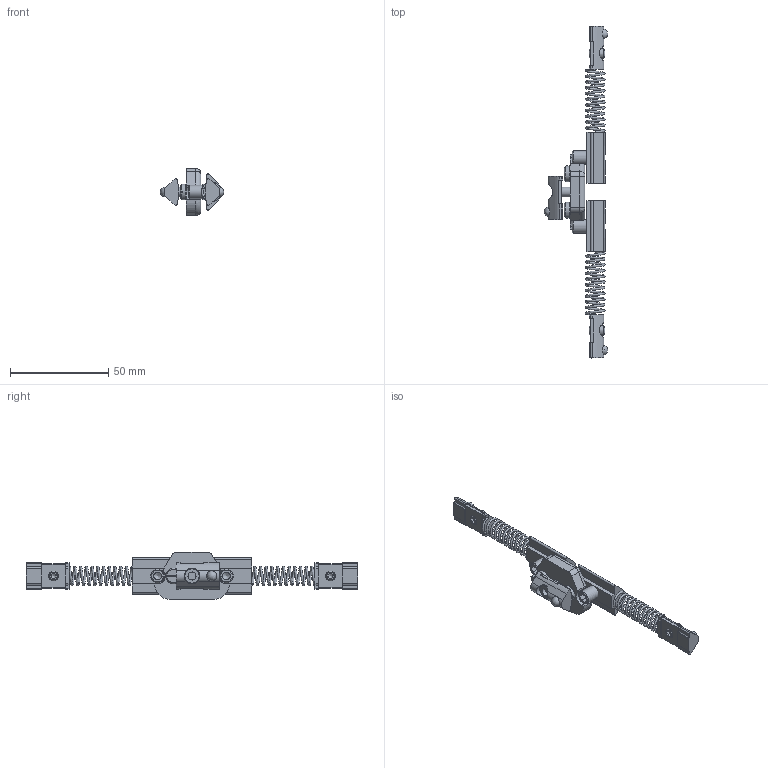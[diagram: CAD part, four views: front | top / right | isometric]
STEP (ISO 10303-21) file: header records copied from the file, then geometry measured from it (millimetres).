
FILE_DESCRIPTION(/* description */ ('POM-Stück Türschnäpper 30'),/* implementation_level */ '2;1');
FILE_NAME(/* name */ 'SZ0403Z_A.stp',/* time_stamp */ '2015-11-23T10:40:40+01:00',/* author */ ('Marina Kaa'),/* organization */ (''),/* preprocessor_version */ 'ST-DEVELOPER v15.6',/* originating_system */ 'Autodesk Inventor 2015',/* authorisation */ '');
FILE_SCHEMA (('AUTOMOTIVE_DESIGN { 1 0 10303 214 3 1 1 }'));
Length unit declared in the file: millimetre
Products named in the file (13): ME7700012_A; ME1800005_A; SS9900V_A; MK1630105; MK1630202; MK5100015; MK2402100; SV2147S_A; DIN 6912 - M5 x 10; ME7700005_A; MK5104021_A; DIN 913 - M5 x 8; SZ0403Z_A
Bounding box: 32.29 x 169 x 24 mm (x, y, z)
Volume: 15748.7 mm3; surface area: 14400.7 mm2
Topology: 24 solids, 24 shells, 381 faces, 900 edges, 576 vertices
Faces by surface type: plane 209, cylinder 112, cone 31, torus 16, bspline 10, sphere 3
Full cylindrical faces by diameter (mm): 2.5 x1, 3.7 x4, 3.984 x2, 4.134 x7, 5 x7, 5.1 x3, 5.5 x1, 7 x2, 7.5 x3, 8 x14, 8.5 x1, 10 x1
Entity records: 9682 total; most frequent: CARTESIAN_POINT 5342, DIRECTION 908, ORIENTED_EDGE 742, EDGE_CURVE 371, AXIS2_PLACEMENT_3D 360, VERTEX_POINT 261, EDGE_LOOP 246, LINE 188
